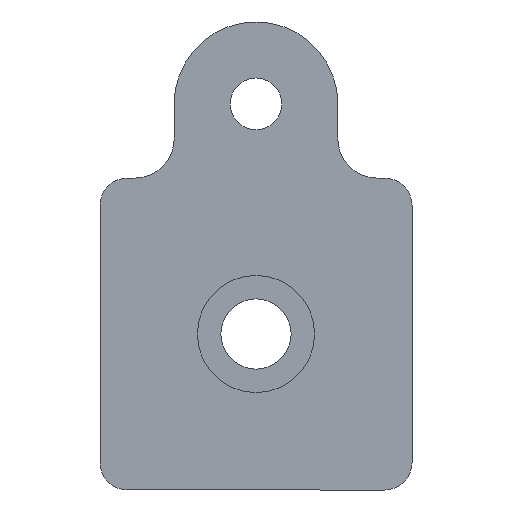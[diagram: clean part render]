
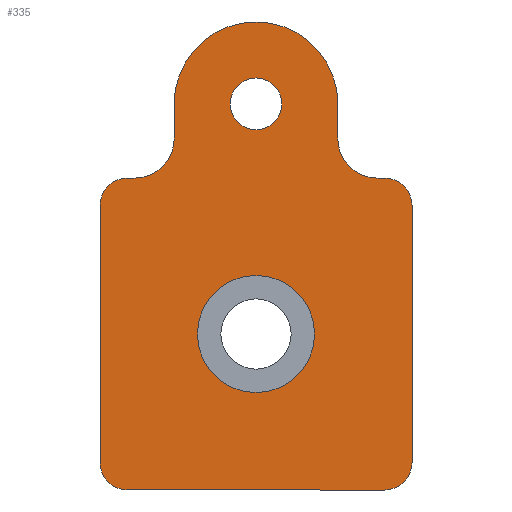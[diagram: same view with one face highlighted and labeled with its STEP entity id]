
A CAD part, front view. The second image highlights one B-rep face of the part: STEP entity #335.
In plain terms, the highlighted planar face has unit normal (0, -1, 0).
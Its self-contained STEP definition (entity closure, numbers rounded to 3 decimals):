
#81=CARTESIAN_POINT('',(3.323,-7.5,49.5));
#82=VERTEX_POINT('',#81);
#83=CARTESIAN_POINT('',(0.,-7.5,49.5));
#84=DIRECTION('',(0.0,1.0,0.0));
#85=DIRECTION('',(1.0,0.0,0.0));
#86=AXIS2_PLACEMENT_3D('',#83,#84,#85);
#87=CIRCLE('',#86,3.324);
#88=EDGE_CURVE('',#82,#82,#87,.T.);
#147=CARTESIAN_POINT('',(7.5,-7.5,20.));
#148=VERTEX_POINT('',#147);
#149=CARTESIAN_POINT('',(0.,-7.5,20.));
#150=DIRECTION('',(0.0,1.0,0.0));
#151=DIRECTION('',(1.0,0.0,0.0));
#152=AXIS2_PLACEMENT_3D('',#149,#150,#151);
#153=CIRCLE('',#152,7.5);
#154=EDGE_CURVE('',#148,#148,#153,.T.);
#203=CARTESIAN_POINT('',(-0.002,-7.5,26.408));
#204=DIRECTION('',(0.0,1.0,0.0));
#205=DIRECTION('',(0.0,0.0,1.0));
#206=AXIS2_PLACEMENT_3D('',#203,#204,#205);
#207=PLANE('',#206);
#208=CARTESIAN_POINT('',(16.5,-7.5,0.0));
#209=VERTEX_POINT('',#208);
#210=CARTESIAN_POINT('',(-16.5,-7.5,0.));
#211=VERTEX_POINT('',#210);
#212=CARTESIAN_POINT('',(16.5,-7.5,0.0));
#213=DIRECTION('',(-1.0,0.0,0.0));
#214=VECTOR('',#213,33.);
#215=LINE('',#212,#214);
#216=EDGE_CURVE('',#209,#211,#215,.T.);
#217=ORIENTED_EDGE('',*,*,#216,.F.);
#218=CARTESIAN_POINT('',(20.0,-7.5,3.5));
#219=VERTEX_POINT('',#218);
#220=CARTESIAN_POINT('',(16.5,-7.5,3.5));
#221=DIRECTION('',(0.0,1.0,0.0));
#222=DIRECTION('',(1.0,0.0,0.0));
#223=AXIS2_PLACEMENT_3D('',#220,#221,#222);
#224=CIRCLE('',#223,3.5);
#225=EDGE_CURVE('',#219,#209,#224,.T.);
#226=ORIENTED_EDGE('',*,*,#225,.F.);
#227=CARTESIAN_POINT('',(20.0,-7.5,36.5));
#228=VERTEX_POINT('',#227);
#229=CARTESIAN_POINT('',(20.0,-7.5,36.5));
#230=DIRECTION('',(0.0,0.0,-1.0));
#231=VECTOR('',#230,33.);
#232=LINE('',#229,#231);
#233=EDGE_CURVE('',#228,#219,#232,.T.);
#234=ORIENTED_EDGE('',*,*,#233,.F.);
#235=CARTESIAN_POINT('',(16.5,-7.5,40.));
#236=VERTEX_POINT('',#235);
#237=CARTESIAN_POINT('',(16.5,-7.5,36.5));
#238=DIRECTION('',(0.0,1.0,0.0));
#239=DIRECTION('',(0.0,0.0,1.0));
#240=AXIS2_PLACEMENT_3D('',#237,#238,#239);
#241=CIRCLE('',#240,3.5);
#242=EDGE_CURVE('',#236,#228,#241,.T.);
#243=ORIENTED_EDGE('',*,*,#242,.F.);
#244=CARTESIAN_POINT('',(15.5,-7.5,40.));
#245=VERTEX_POINT('',#244);
#246=CARTESIAN_POINT('',(15.5,-7.5,40.));
#247=DIRECTION('',(1.0,0.0,0.0));
#248=VECTOR('',#247,1.);
#249=LINE('',#246,#248);
#250=EDGE_CURVE('',#245,#236,#249,.T.);
#251=ORIENTED_EDGE('',*,*,#250,.F.);
#252=CARTESIAN_POINT('',(10.5,-7.5,45.));
#253=VERTEX_POINT('',#252);
#254=CARTESIAN_POINT('',(15.5,-7.5,45.));
#255=DIRECTION('',(0.0,-1.0,0.0));
#256=DIRECTION('',(0.0,0.0,1.0));
#257=AXIS2_PLACEMENT_3D('',#254,#255,#256);
#258=CIRCLE('',#257,5.);
#259=EDGE_CURVE('',#253,#245,#258,.T.);
#260=ORIENTED_EDGE('',*,*,#259,.F.);
#261=CARTESIAN_POINT('',(10.5,-7.5,49.5));
#262=VERTEX_POINT('',#261);
#263=CARTESIAN_POINT('',(10.5,-7.5,49.5));
#264=DIRECTION('',(0.0,0.0,-1.0));
#265=VECTOR('',#264,4.5);
#266=LINE('',#263,#265);
#267=EDGE_CURVE('',#262,#253,#266,.T.);
#268=ORIENTED_EDGE('',*,*,#267,.F.);
#269=CARTESIAN_POINT('',(-10.5,-7.5,49.5));
#270=VERTEX_POINT('',#269);
#271=CARTESIAN_POINT('',(0.,-7.5,49.5));
#272=DIRECTION('',(0.0,1.,0.0));
#273=DIRECTION('',(-0.051,0.0,0.999));
#274=AXIS2_PLACEMENT_3D('',#271,#272,#273);
#275=CIRCLE('',#274,10.5);
#276=EDGE_CURVE('',#270,#262,#275,.T.);
#277=ORIENTED_EDGE('',*,*,#276,.F.);
#278=CARTESIAN_POINT('',(-10.5,-7.5,45.));
#279=VERTEX_POINT('',#278);
#280=CARTESIAN_POINT('',(-10.5,-7.5,45.));
#281=DIRECTION('',(0.0,0.0,1.0));
#282=VECTOR('',#281,4.5);
#283=LINE('',#280,#282);
#284=EDGE_CURVE('',#279,#270,#283,.T.);
#285=ORIENTED_EDGE('',*,*,#284,.F.);
#286=CARTESIAN_POINT('',(-15.5,-7.5,40.));
#287=VERTEX_POINT('',#286);
#288=CARTESIAN_POINT('',(-15.5,-7.5,45.));
#289=DIRECTION('',(0.0,-1.0,0.0));
#290=DIRECTION('',(-1.0,0.0,0.0));
#291=AXIS2_PLACEMENT_3D('',#288,#289,#290);
#292=CIRCLE('',#291,5.);
#293=EDGE_CURVE('',#287,#279,#292,.T.);
#294=ORIENTED_EDGE('',*,*,#293,.F.);
#295=CARTESIAN_POINT('',(-16.5,-7.5,40.0));
#296=VERTEX_POINT('',#295);
#297=CARTESIAN_POINT('',(-16.5,-7.5,40.0));
#298=DIRECTION('',(1.0,0.0,0.0));
#299=VECTOR('',#298,1.0);
#300=LINE('',#297,#299);
#301=EDGE_CURVE('',#296,#287,#300,.T.);
#302=ORIENTED_EDGE('',*,*,#301,.F.);
#303=CARTESIAN_POINT('',(-20.,-7.5,36.5));
#304=VERTEX_POINT('',#303);
#305=CARTESIAN_POINT('',(-16.5,-7.5,36.5));
#306=DIRECTION('',(0.0,1.0,0.0));
#307=DIRECTION('',(-1.0,0.0,0.0));
#308=AXIS2_PLACEMENT_3D('',#305,#306,#307);
#309=CIRCLE('',#308,3.5);
#310=EDGE_CURVE('',#304,#296,#309,.T.);
#311=ORIENTED_EDGE('',*,*,#310,.F.);
#312=CARTESIAN_POINT('',(-20.,-7.5,3.5));
#313=VERTEX_POINT('',#312);
#314=CARTESIAN_POINT('',(-20.,-7.5,3.5));
#315=DIRECTION('',(0.0,0.0,1.0));
#316=VECTOR('',#315,33.);
#317=LINE('',#314,#316);
#318=EDGE_CURVE('',#313,#304,#317,.T.);
#319=ORIENTED_EDGE('',*,*,#318,.F.);
#320=CARTESIAN_POINT('',(-16.5,-7.5,3.5));
#321=DIRECTION('',(0.0,1.0,0.0));
#322=DIRECTION('',(0.0,0.0,-1.0));
#323=AXIS2_PLACEMENT_3D('',#320,#321,#322);
#324=CIRCLE('',#323,3.5);
#325=EDGE_CURVE('',#211,#313,#324,.T.);
#326=ORIENTED_EDGE('',*,*,#325,.F.);
#327=EDGE_LOOP('',(#217,#226,#234,#243,#251,#260,#268,#277,#285,#294,#302,#311,#319,#326));
#328=FACE_OUTER_BOUND('',#327,.T.);
#329=ORIENTED_EDGE('',*,*,#88,.T.);
#330=EDGE_LOOP('',(#329));
#331=FACE_BOUND('',#330,.T.);
#332=ORIENTED_EDGE('',*,*,#154,.T.);
#333=EDGE_LOOP('',(#332));
#334=FACE_BOUND('',#333,.T.);
#335=ADVANCED_FACE('',(#328,#331,#334),#207,.F.);
